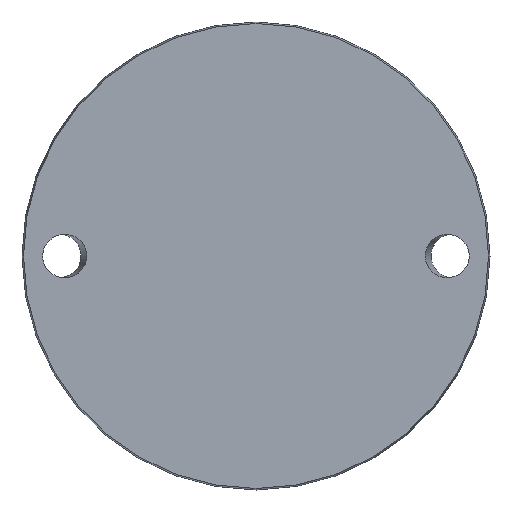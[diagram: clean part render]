
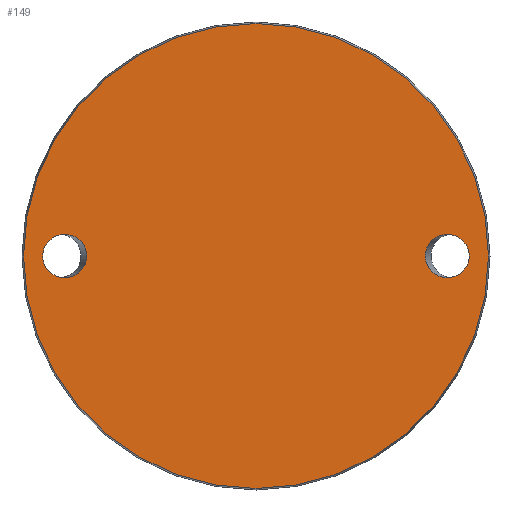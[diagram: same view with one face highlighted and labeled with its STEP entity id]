
A CAD part, front view. The second image highlights one B-rep face of the part: STEP entity #149.
In plain terms, the highlighted planar face has unit normal (0, -1, 0).
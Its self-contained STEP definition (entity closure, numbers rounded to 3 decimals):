
#33 = DIRECTION ( 'NONE',  ( 0., 1., 0. ) ) ;
#39 = DIRECTION ( 'NONE',  ( 0., 0., -1. ) ) ;
#70 = CARTESIAN_POINT ( 'NONE',  ( 81.115, 0., -16.5 ) ) ;
#87 = EDGE_LOOP ( 'NONE', ( #908 ) ) ;
#112 = CARTESIAN_POINT ( 'NONE',  ( 64.385, 0., 0. ) ) ;
#116 = DIRECTION ( 'NONE',  ( 0., -1., 0. ) ) ;
#139 = CIRCLE ( 'NONE', #670, 88.425 ) ;
#149 = ADVANCED_FACE ( 'NONE', ( #179, #641, #759 ), #483, .F. ) ;
#164 = CARTESIAN_POINT ( 'NONE',  ( 64.385, 0., 16.5 ) ) ;
#179 = FACE_BOUND ( 'NONE', #199, .T. ) ;
#199 = EDGE_LOOP ( 'NONE', ( #437 ) ) ;
#201 = CARTESIAN_POINT ( 'NONE',  ( -81.115, 0., 0. ) ) ;
#207 = CARTESIAN_POINT ( 'NONE',  ( -81.115, 0., 0. ) ) ;
#328 = CARTESIAN_POINT ( 'NONE',  ( 0., 0., -88.425 ) ) ;
#371 = CARTESIAN_POINT ( 'NONE',  ( 81.115, 0., 0. ) ) ;
#431 = ORIENTED_EDGE ( 'NONE', *, *, #595, .T. ) ;
#432 = CARTESIAN_POINT ( 'NONE',  ( -81.115, 0., -16.5 ) ) ;
#437 = ORIENTED_EDGE ( 'NONE', *, *, #726, .T. ) ;
#446 =( BOUNDED_CURVE ( )  B_SPLINE_CURVE ( 3, ( #201, #520, #667, #975, #824, #432, #207 ),
 .UNSPECIFIED., .T., .F. ) 
 B_SPLINE_CURVE_WITH_KNOTS ( ( 4, 3, 4 ),
 ( 0., 3.142, 6.283 ),
 .UNSPECIFIED. ) 
 CURVE ( )  GEOMETRIC_REPRESENTATION_ITEM ( )  RATIONAL_B_SPLINE_CURVE ( ( 1., 0.333, 0.333, 1., 0.333, 0.333, 1. ) ) 
 REPRESENTATION_ITEM ( '' )  );
#483 = PLANE ( 'NONE',  #945 ) ;
#485 = CARTESIAN_POINT ( 'NONE',  ( -81.115, 0., 0. ) ) ;
#520 = CARTESIAN_POINT ( 'NONE',  ( -81.115, 0., 16.5 ) ) ;
#588 = CARTESIAN_POINT ( 'NONE',  ( 64.385, 0., -16.5 ) ) ;
#595 = EDGE_CURVE ( 'NONE', #723, #723, #139, .T. ) ;
#641 = FACE_BOUND ( 'NONE', #87, .T. ) ;
#662 =( BOUNDED_CURVE ( )  B_SPLINE_CURVE ( 3, ( #752, #588, #70, #371, #990, #164, #843 ),
 .UNSPECIFIED., .T., .T. ) 
 B_SPLINE_CURVE_WITH_KNOTS ( ( 4, 3, 4 ),
 ( 0., 3.142, 6.283 ),
 .UNSPECIFIED. ) 
 CURVE ( )  GEOMETRIC_REPRESENTATION_ITEM ( )  RATIONAL_B_SPLINE_CURVE ( ( 1., 0.333, 0.333, 1., 0.333, 0.333, 1. ) ) 
 REPRESENTATION_ITEM ( '' )  );
#667 = CARTESIAN_POINT ( 'NONE',  ( -64.385, 0., 16.5 ) ) ;
#670 = AXIS2_PLACEMENT_3D ( 'NONE', #971, #116, #39 ) ;
#719 = VERTEX_POINT ( 'NONE', #112 ) ;
#723 = VERTEX_POINT ( 'NONE', #328 ) ;
#726 = EDGE_CURVE ( 'NONE', #956, #956, #446, .T. ) ;
#752 = CARTESIAN_POINT ( 'NONE',  ( 64.385, 0., 0. ) ) ;
#759 = FACE_OUTER_BOUND ( 'NONE', #925, .T. ) ;
#787 = CARTESIAN_POINT ( 'NONE',  ( -88.425, 0., 0. ) ) ;
#824 = CARTESIAN_POINT ( 'NONE',  ( -64.385, 0., -16.5 ) ) ;
#830 = EDGE_CURVE ( 'NONE', #719, #719, #662, .T. ) ;
#843 = CARTESIAN_POINT ( 'NONE',  ( 64.385, 0., 0. ) ) ;
#908 = ORIENTED_EDGE ( 'NONE', *, *, #830, .F. ) ;
#925 = EDGE_LOOP ( 'NONE', ( #431 ) ) ;
#945 = AXIS2_PLACEMENT_3D ( 'NONE', #787, #33, #948 ) ;
#948 = DIRECTION ( 'NONE',  ( 0., 0., 1. ) ) ;
#956 = VERTEX_POINT ( 'NONE', #485 ) ;
#971 = CARTESIAN_POINT ( 'NONE',  ( 0., 0., 0. ) ) ;
#975 = CARTESIAN_POINT ( 'NONE',  ( -64.385, 0., 0. ) ) ;
#990 = CARTESIAN_POINT ( 'NONE',  ( 81.115, 0., 16.5 ) ) ;
